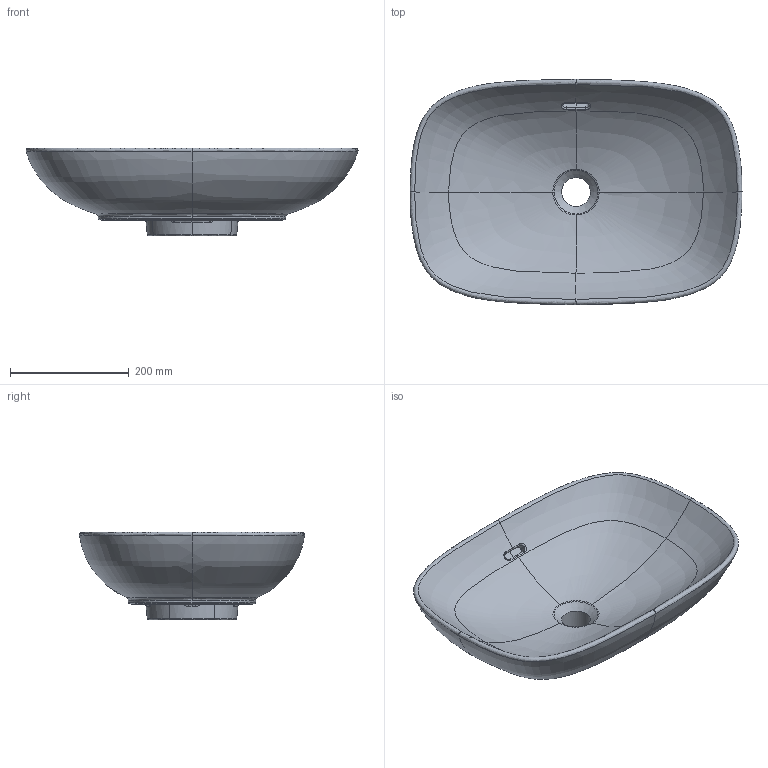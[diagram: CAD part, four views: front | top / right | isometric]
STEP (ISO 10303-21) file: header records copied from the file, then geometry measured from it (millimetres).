
FILE_DESCRIPTION(/* description */ (''),/* implementation_level */ '2;1');
FILE_NAME(/* name */ '4A4900_4A4901.stp',/* time_stamp */ '2020-09-30T13:55:42+02:00',/* author */ (''),/* organization */ (''),/* preprocessor_version */ 'ST-DEVELOPER v16.7',/* originating_system */ 'SIEMENS PLM Software NX 1863',/* authorisation */ '');
FILE_SCHEMA (('AUTOMOTIVE_DESIGN { 1 0 10303 214 3 1 1 1 }'));
Length unit declared in the file: millimetre
Products named in the file (1): Sier43E0B62Bghdh
Bounding box: 560.07 x 380.04 x 148.34 mm (x, y, z)
Volume: 7006308.8 mm3; surface area: 525724.5 mm2
Topology: 1 solids, 1 shells, 115 faces, 303 edges, 189 vertices
Faces by surface type: bspline 113, cone 1, cylinder 1
Full cylindrical faces by diameter (mm): 48.76 x1
Entity records: 17831 total; most frequent: CARTESIAN_POINT 15860, ORIENTED_EDGE 600, EDGE_CURVE 300, B_SPLINE_CURVE_WITH_KNOTS 236, VERTEX_POINT 188, EDGE_LOOP 118, ADVANCED_FACE 115, FACE_OUTER_BOUND 112
